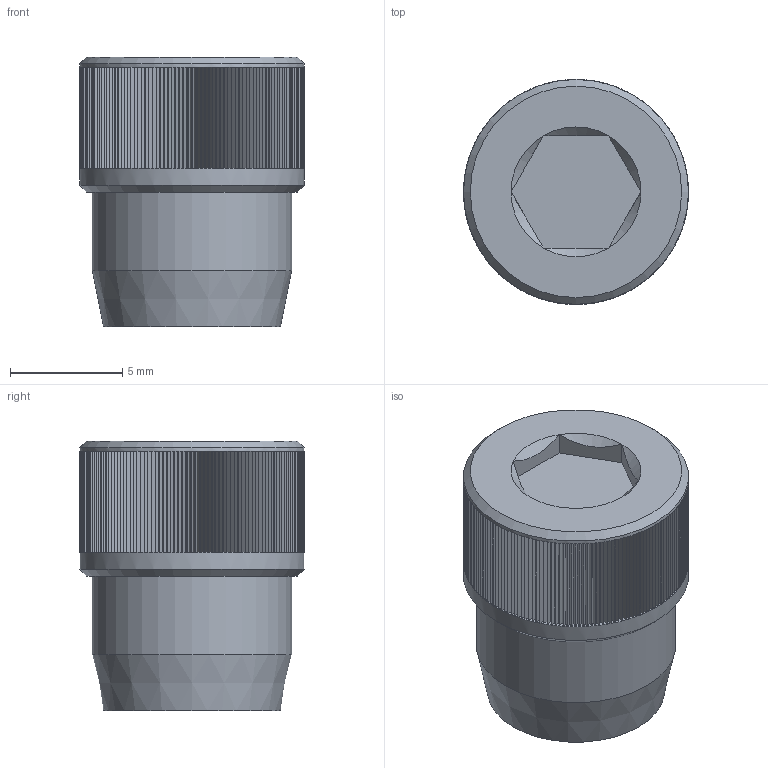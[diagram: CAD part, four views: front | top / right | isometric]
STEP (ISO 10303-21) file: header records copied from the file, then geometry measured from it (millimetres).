
FILE_DESCRIPTION(/* description */ (''),/* implementation_level */ '2;1');
FILE_NAME(/* name */ 'Cap Heat Bolt 6mm v2.step',/* time_stamp */ '2022-01-07T08:15:20+10:00',/* author */ (''),/* organization */ (''),/* preprocessor_version */ 'ST-DEVELOPER v18.1',/* originating_system */ 'Autodesk Translation Framework v10.10.0.1391',/* authorisation */ '');
FILE_SCHEMA (('AUTOMOTIVE_DESIGN { 1 0 10303 214 3 1 1 }'));
Length unit declared in the file: millimetre
Products named in the file (2): Cap Heat Bolt 6mm; 91290A310_Black-Oxide Alloy Steel Socket Head Screw
Assembly tree (1 placements, depth 2):
  Cap Heat Bolt 6mm
    91290A310_Black-Oxide Alloy Steel Socket Head Screw
Bounding box: 10 x 10 x 12 mm (x, y, z)
Volume: 782.3 mm3; surface area: 786.5 mm2
Topology: 1 solids, 1 shells, 721 faces, 1615 edges, 1072 vertices
Faces by surface type: plane 710, cone 9, cylinder 2
Full cylindrical faces by diameter (mm): 8.862 x1, 10 x1
Entity records: 19990 total; most frequent: DIRECTION 3423, CARTESIAN_POINT 3423, ORIENTED_EDGE 3230, EDGE_CURVE 1615, LINE 1243, VECTOR 1243, AXIS2_PLACEMENT_3D 1090, VERTEX_POINT 1072
